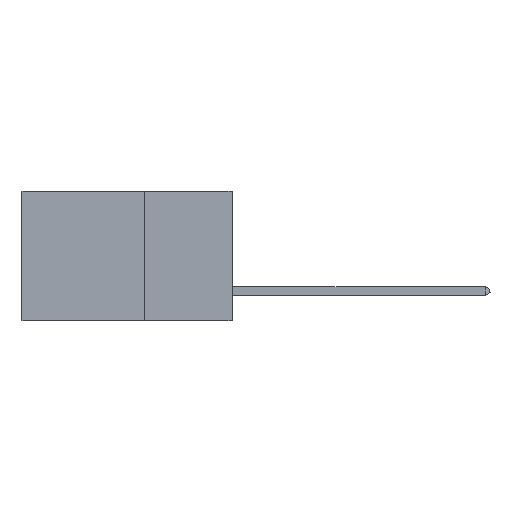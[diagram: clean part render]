
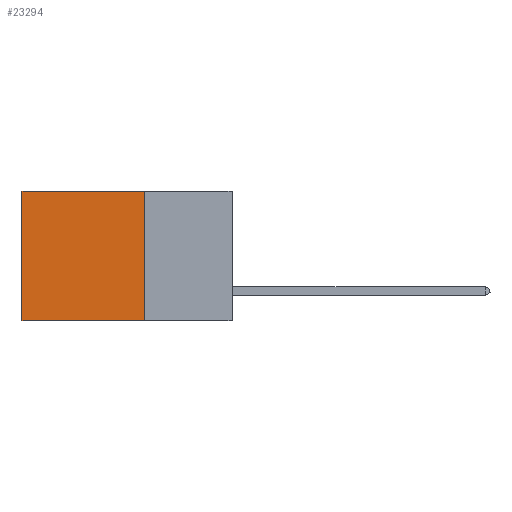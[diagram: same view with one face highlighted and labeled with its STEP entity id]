
A CAD part, left-side view. The second image highlights one B-rep face of the part: STEP entity #23294.
In plain terms, the highlighted planar face has unit normal (-1, 0, 0).
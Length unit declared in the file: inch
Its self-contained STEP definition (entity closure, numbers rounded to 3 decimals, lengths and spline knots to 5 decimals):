
#257 = AXIS2_PLACEMENT_3D ( 'NONE', #5497, #10849, #5419 ) ;
#357 = EDGE_LOOP ( 'NONE', ( #16676, #9291, #1161, #6791 ) ) ;
#645 = CARTESIAN_POINT ( 'NONE',  ( 0.2875, 0.6, 0. ) ) ;
#894 = DIRECTION ( 'NONE',  ( 0., 0., -1. ) ) ;
#954 = LINE ( 'NONE', #645, #3761 ) ;
#1161 = ORIENTED_EDGE ( 'NONE', *, *, #19122, .F. ) ;
#1340 = LINE ( 'NONE', #20239, #7008 ) ;
#1586 = CARTESIAN_POINT ( 'NONE',  ( 0.2875, 0.6, -0.37 ) ) ;
#3761 = VECTOR ( 'NONE', #894, 39.37008 ) ;
#4213 = DIRECTION ( 'NONE',  ( 0., 1., 0. ) ) ;
#4854 = FACE_OUTER_BOUND ( 'NONE', #357, .T. ) ;
#4904 = VERTEX_POINT ( 'NONE', #12745 ) ;
#5419 = DIRECTION ( 'NONE',  ( 0., 0., -1. ) ) ;
#5497 = CARTESIAN_POINT ( 'NONE',  ( 0.2875, 0.25, 0. ) ) ;
#6791 = ORIENTED_EDGE ( 'NONE', *, *, #19262, .T. ) ;
#7008 = VECTOR ( 'NONE', #9563, 39.37008 ) ;
#9033 = PLANE ( 'NONE',  #257 ) ;
#9291 = ORIENTED_EDGE ( 'NONE', *, *, #14050, .F. ) ;
#9563 = DIRECTION ( 'NONE',  ( 0., 0., -1. ) ) ;
#9929 = VECTOR ( 'NONE', #15640, 39.37008 ) ;
#10205 = LINE ( 'NONE', #20683, #9929 ) ;
#10781 = CARTESIAN_POINT ( 'NONE',  ( 0.2875, 0.25, -0.37 ) ) ;
#10849 = DIRECTION ( 'NONE',  ( 1., 0., 0. ) ) ;
#12056 = CARTESIAN_POINT ( 'NONE',  ( 0.2875, 0.25, 0. ) ) ;
#12745 = CARTESIAN_POINT ( 'NONE',  ( 0.2875, 0.6, 0. ) ) ;
#13481 = LINE ( 'NONE', #12056, #15732 ) ;
#13692 = VERTEX_POINT ( 'NONE', #15119 ) ;
#14050 = EDGE_CURVE ( 'NONE', #20631, #22630, #10205, .T. ) ;
#15076 = EDGE_CURVE ( 'NONE', #4904, #22630, #954, .T. ) ;
#15119 = CARTESIAN_POINT ( 'NONE',  ( 0.2875, 0.25, 0. ) ) ;
#15640 = DIRECTION ( 'NONE',  ( 0., 1., 0. ) ) ;
#15732 = VECTOR ( 'NONE', #4213, 39.37008 ) ;
#16676 = ORIENTED_EDGE ( 'NONE', *, *, #15076, .T. ) ;
#19122 = EDGE_CURVE ( 'NONE', #13692, #20631, #1340, .T. ) ;
#19262 = EDGE_CURVE ( 'NONE', #13692, #4904, #13481, .T. ) ;
#20239 = CARTESIAN_POINT ( 'NONE',  ( 0.2875, 0.25, 0. ) ) ;
#20631 = VERTEX_POINT ( 'NONE', #10781 ) ;
#20683 = CARTESIAN_POINT ( 'NONE',  ( 0.2875, 0.25, -0.37 ) ) ;
#22630 = VERTEX_POINT ( 'NONE', #1586 ) ;
#23294 = ADVANCED_FACE ( 'NONE', ( #4854 ), #9033, .F. ) ;
